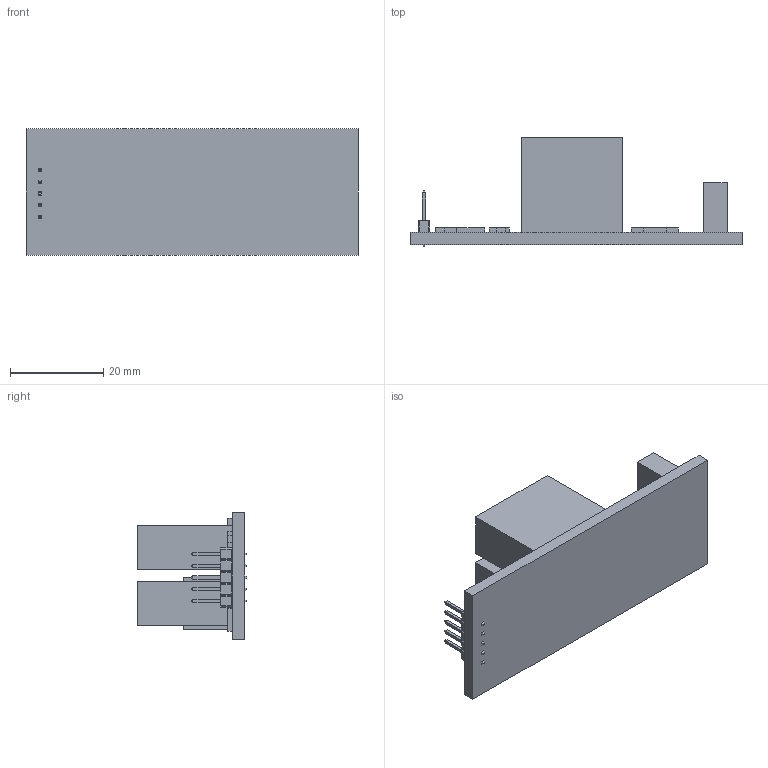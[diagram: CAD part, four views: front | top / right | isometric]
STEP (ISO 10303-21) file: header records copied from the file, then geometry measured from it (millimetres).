
FILE_DESCRIPTION(/* description */ (''),/* implementation_level */ '2;1');
FILE_NAME(/* name */ 'AC light Dimmer 220 Dual Channel v2.step',/* time_stamp */ '2025-07-16T21:30:24+08:00',/* author */ (''),/* organization */ (''),/* preprocessor_version */ 'ST-DEVELOPER v20.1',/* originating_system */ 'Autodesk Translation Framework v14.10.0.0',/* authorisation */ '');
FILE_SCHEMA (('AUTOMOTIVE_DESIGN { 1 0 10303 214 3 1 1 }'));
Length unit declared in the file: millimetre
Products named in the file (3): AC light Dimmer 220 Dual Channel; ZL201-40_P2-54_L101_W2-54_H8-9; 5-Pin Header - Male - 2.54mm
Assembly tree (2 placements, depth 3):
  AC light Dimmer 220 Dual Channel
    ZL201-40_P2-54_L101_W2-54_H8-9
      5-Pin Header - Male - 2.54mm
Bounding box: 71.2 x 23.45 x 27.2 mm (x, y, z)
Volume: 11023.3 mm3; surface area: 11511.3 mm2
Topology: 6 solids, 6 shells, 324 faces, 780 edges, 500 vertices
Faces by surface type: plane 318, cylinder 6
Full cylindrical faces by diameter (mm): 2.236 x4, 3.194 x1, 3.313 x1
Entity records: 9365 total; most frequent: CARTESIAN_POINT 1609, ORIENTED_EDGE 1560, DIRECTION 1462, EDGE_CURVE 780, LINE 756, VECTOR 756, VERTEX_POINT 500, EDGE_LOOP 364
